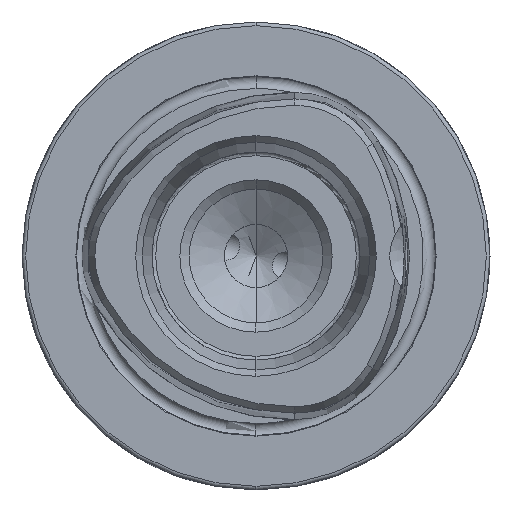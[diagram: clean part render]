
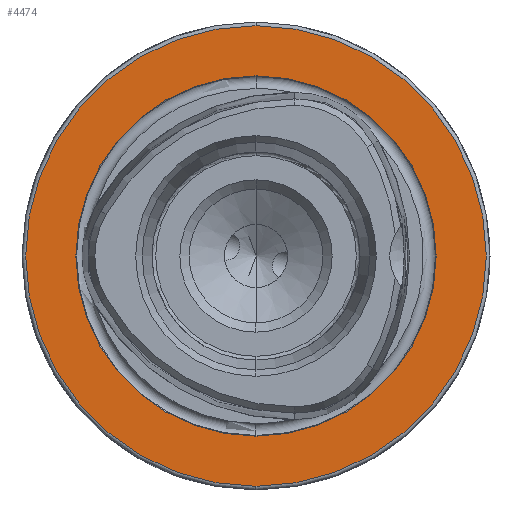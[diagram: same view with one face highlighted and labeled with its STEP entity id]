
A CAD part, left-side view. The second image highlights one B-rep face of the part: STEP entity #4474.
In plain terms, the highlighted planar face has unit normal (-1, 0, 0).
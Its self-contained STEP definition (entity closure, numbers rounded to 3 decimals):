
#1424 = EDGE_CURVE ( 'NONE', #8482, #2125, #6516, .T. ) ;
#1701 = DIRECTION ( 'NONE',  ( 0., 0., 1. ) ) ;
#2125 = VERTEX_POINT ( 'NONE', #9476 ) ;
#2135 = AXIS2_PLACEMENT_3D ( 'NONE', #7399, #5572, #8133 ) ;
#2707 = CARTESIAN_POINT ( 'NONE',  ( 0., 0., 31. ) ) ;
#3044 = DIRECTION ( 'NONE',  ( 1., 0., 0. ) ) ;
#3208 = EDGE_CURVE ( 'NONE', #6534, #6139, #5878, .T. ) ;
#3535 = AXIS2_PLACEMENT_3D ( 'NONE', #3790, #3044, #4417 ) ;
#3741 = EDGE_LOOP ( 'NONE', ( #4147, #3831 ) ) ;
#3789 = DIRECTION ( 'NONE',  ( -1., 0., 0. ) ) ;
#3790 = CARTESIAN_POINT ( 'NONE',  ( 0., 24.25, 0. ) ) ;
#3831 = ORIENTED_EDGE ( 'NONE', *, *, #4955, .T. ) ;
#3903 = CARTESIAN_POINT ( 'NONE',  ( 0., 0., 0. ) ) ;
#4108 = FACE_BOUND ( 'NONE', #6136, .T. ) ;
#4147 = ORIENTED_EDGE ( 'NONE', *, *, #3208, .T. ) ;
#4166 = ORIENTED_EDGE ( 'NONE', *, *, #8615, .F. ) ;
#4172 = DIRECTION ( 'NONE',  ( -1., 0., 0. ) ) ;
#4187 = ORIENTED_EDGE ( 'NONE', *, *, #1424, .F. ) ;
#4417 = DIRECTION ( 'NONE',  ( 0., 0., -1. ) ) ;
#4474 = ADVANCED_FACE ( 'NONE', ( #4108, #8855 ), #5957, .F. ) ;
#4955 = EDGE_CURVE ( 'NONE', #6139, #6534, #9537, .T. ) ;
#5314 = DIRECTION ( 'NONE',  ( -1., 0., 0. ) ) ;
#5572 = DIRECTION ( 'NONE',  ( -1., 0., 0. ) ) ;
#5878 = CIRCLE ( 'NONE', #8916, 31. ) ;
#5957 = PLANE ( 'NONE',  #3535 ) ;
#6136 = EDGE_LOOP ( 'NONE', ( #4187, #4166 ) ) ;
#6139 = VERTEX_POINT ( 'NONE', #8086 ) ;
#6516 = CIRCLE ( 'NONE', #9401, 24.25 ) ;
#6534 = VERTEX_POINT ( 'NONE', #2707 ) ;
#7399 = CARTESIAN_POINT ( 'NONE',  ( 0., 0., 0. ) ) ;
#7837 = CARTESIAN_POINT ( 'NONE',  ( 0., 0., 0. ) ) ;
#7934 = CIRCLE ( 'NONE', #9493, 24.25 ) ;
#8086 = CARTESIAN_POINT ( 'NONE',  ( 0., 0., -31. ) ) ;
#8133 = DIRECTION ( 'NONE',  ( 0., 0., 1. ) ) ;
#8409 = CARTESIAN_POINT ( 'NONE',  ( 0., 0., 0. ) ) ;
#8432 = CARTESIAN_POINT ( 'NONE',  ( 0., 0., 24.25 ) ) ;
#8482 = VERTEX_POINT ( 'NONE', #8432 ) ;
#8615 = EDGE_CURVE ( 'NONE', #2125, #8482, #7934, .T. ) ;
#8855 = FACE_OUTER_BOUND ( 'NONE', #3741, .T. ) ;
#8916 = AXIS2_PLACEMENT_3D ( 'NONE', #8409, #5314, #8974 ) ;
#8974 = DIRECTION ( 'NONE',  ( 0., 0., 1. ) ) ;
#9322 = DIRECTION ( 'NONE',  ( 0., 0., 1. ) ) ;
#9401 = AXIS2_PLACEMENT_3D ( 'NONE', #3903, #3789, #1701 ) ;
#9476 = CARTESIAN_POINT ( 'NONE',  ( 0., 0., -24.25 ) ) ;
#9493 = AXIS2_PLACEMENT_3D ( 'NONE', #7837, #4172, #9322 ) ;
#9537 = CIRCLE ( 'NONE', #2135, 31. ) ;
